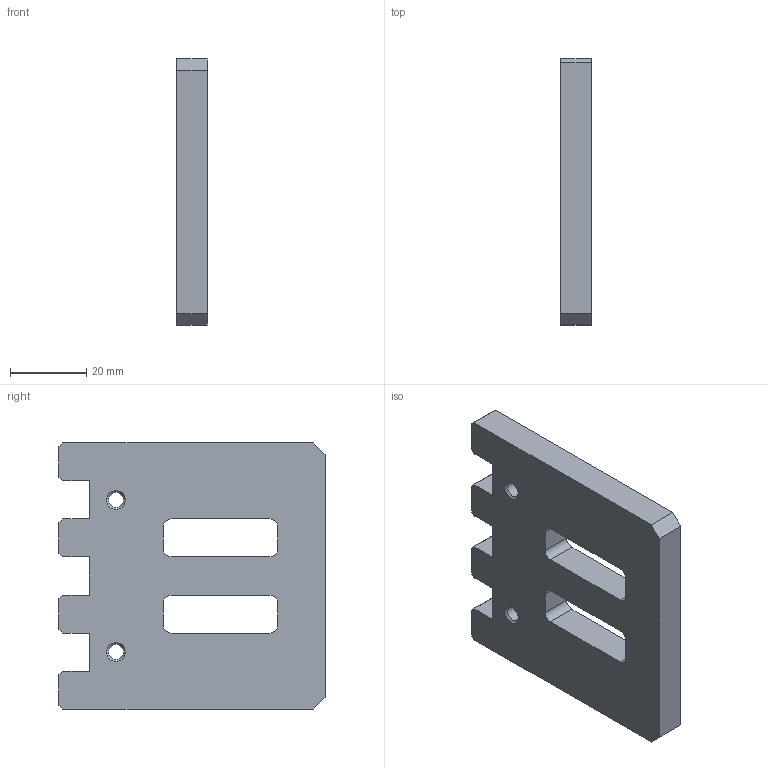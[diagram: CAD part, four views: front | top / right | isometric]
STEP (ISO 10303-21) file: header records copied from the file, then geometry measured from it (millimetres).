
FILE_DESCRIPTION(/* description */ (''),/* implementation_level */ '2;1');
FILE_NAME(/* name */ 'Platte_2.stp',/* time_stamp */ '2024-10-09T15:54:32+02:00',/* author */ (''),/* organization */ (''),/* preprocessor_version */ 'ST-DEVELOPER v18.102',/* originating_system */ 'SIEMENS PLM Software NX2206.4020',/* authorisation */ '');
FILE_SCHEMA (('AUTOMOTIVE_DESIGN { 1 0 10303 214 3 1 1 1 }'));
Length unit declared in the file: millimetre
Products named in the file (1): Anw_Platte_2_V2_Prt
Bounding box: 8 x 70 x 70 mm (x, y, z)
Volume: 32223.1 mm3; surface area: 12028.6 mm2
Topology: 1 solids, 1 shells, 50 faces, 140 edges, 92 vertices
Faces by surface type: plane 36, cylinder 10, cone 4
Full cylindrical faces by diameter (mm): 4 x2
Entity records: 1943 total; most frequent: CARTESIAN_POINT 277, ORIENTED_EDGE 268, DIRECTION 260, EDGE_CURVE 134, LINE 110, VECTOR 110, VERTEX_POINT 92, AXIS2_PLACEMENT_3D 75
